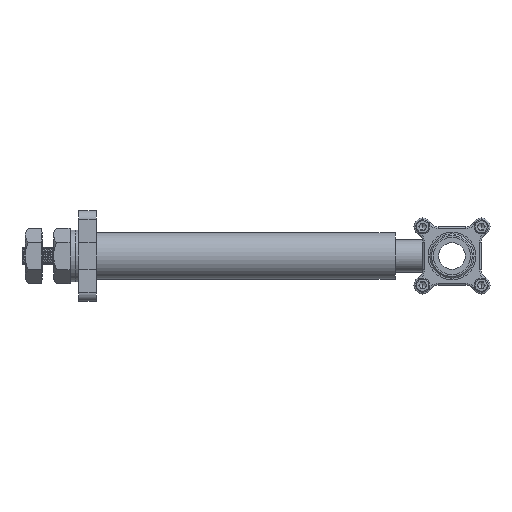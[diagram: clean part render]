
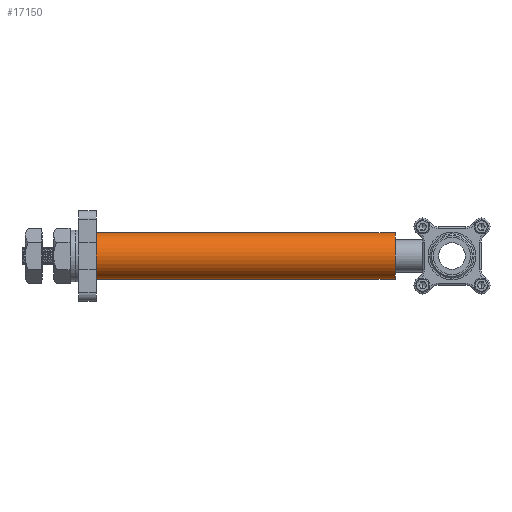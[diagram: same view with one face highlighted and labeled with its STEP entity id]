
A CAD part, left-side view. The second image highlights one B-rep face of the part: STEP entity #17150.
In plain terms, the highlighted cylindrical face has radius 13.1 mm (diameter 26.2 mm), a partial arc.
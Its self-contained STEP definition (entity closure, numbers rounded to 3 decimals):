
#1782 = DIRECTION ( 'NONE',  ( 0., 0., -1. ) ) ;
#4181 = LINE ( 'NONE', #64790, #43387 ) ;
#5050 = EDGE_CURVE ( 'NONE', #61504, #48079, #36177, .T. ) ;
#12209 = FACE_OUTER_BOUND ( 'NONE', #34410, .T. ) ;
#17150 = ADVANCED_FACE ( 'NONE', ( #12209 ), #33623, .T. ) ;
#18131 = ORIENTED_EDGE ( 'NONE', *, *, #94441, .T. ) ;
#18602 = DIRECTION ( 'NONE',  ( 0., 0., -1. ) ) ;
#21369 = CIRCLE ( 'NONE', #76888, 13.1 ) ;
#23010 = ORIENTED_EDGE ( 'NONE', *, *, #5050, .F. ) ;
#30584 = VERTEX_POINT ( 'NONE', #66755 ) ;
#31692 = AXIS2_PLACEMENT_3D ( 'NONE', #34588, #56478, #72325 ) ;
#33623 = CYLINDRICAL_SURFACE ( 'NONE', #31692, 13.1 ) ;
#34410 = EDGE_LOOP ( 'NONE', ( #56276, #18131, #70456, #23010 ) ) ;
#34588 = CARTESIAN_POINT ( 'NONE',  ( 0., 0., 0. ) ) ;
#36177 = CIRCLE ( 'NONE', #91658, 13.1 ) ;
#42916 = DIRECTION ( 'NONE',  ( 0., -1., 0. ) ) ;
#43387 = VECTOR ( 'NONE', #42916, 1000. ) ;
#48079 = VERTEX_POINT ( 'NONE', #52034 ) ;
#49385 = CARTESIAN_POINT ( 'NONE',  ( 0., 32.17, 13.1 ) ) ;
#52034 = CARTESIAN_POINT ( 'NONE',  ( 0., 32.17, -13.1 ) ) ;
#55385 = DIRECTION ( 'NONE',  ( 0., -1., 0. ) ) ;
#56276 = ORIENTED_EDGE ( 'NONE', *, *, #58352, .F. ) ;
#56433 = DIRECTION ( 'NONE',  ( 0., -1., 0. ) ) ;
#56478 = DIRECTION ( 'NONE',  ( 0., -1., 0. ) ) ;
#58352 = EDGE_CURVE ( 'NONE', #73804, #61504, #92554, .T. ) ;
#61504 = VERTEX_POINT ( 'NONE', #49385 ) ;
#64790 = CARTESIAN_POINT ( 'NONE',  ( 0., 0., -13.1 ) ) ;
#66755 = CARTESIAN_POINT ( 'NONE',  ( 0., 201., -13.1 ) ) ;
#67414 = CARTESIAN_POINT ( 'NONE',  ( 0., 201., 0. ) ) ;
#68267 = CARTESIAN_POINT ( 'NONE',  ( 0., 0., 13.1 ) ) ;
#70456 = ORIENTED_EDGE ( 'NONE', *, *, #71154, .T. ) ;
#71154 = EDGE_CURVE ( 'NONE', #30584, #48079, #4181, .T. ) ;
#71258 = CARTESIAN_POINT ( 'NONE',  ( 0., 32.17, 0. ) ) ;
#72325 = DIRECTION ( 'NONE',  ( 0., 0., -1. ) ) ;
#73804 = VERTEX_POINT ( 'NONE', #77330 ) ;
#76888 = AXIS2_PLACEMENT_3D ( 'NONE', #67414, #56433, #1782 ) ;
#77330 = CARTESIAN_POINT ( 'NONE',  ( 0., 201., 13.1 ) ) ;
#82711 = VECTOR ( 'NONE', #93529, 1000. ) ;
#91658 = AXIS2_PLACEMENT_3D ( 'NONE', #71258, #55385, #18602 ) ;
#92554 = LINE ( 'NONE', #68267, #82711 ) ;
#93529 = DIRECTION ( 'NONE',  ( 0., -1., 0. ) ) ;
#94441 = EDGE_CURVE ( 'NONE', #73804, #30584, #21369, .T. ) ;
